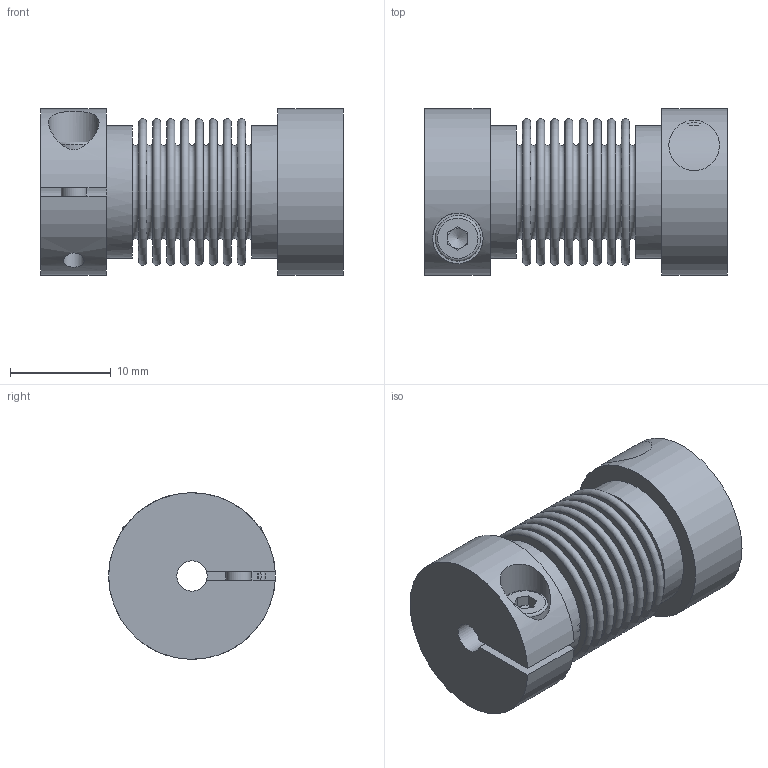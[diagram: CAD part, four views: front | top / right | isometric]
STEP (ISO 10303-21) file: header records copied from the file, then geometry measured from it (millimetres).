
FILE_DESCRIPTION( ( 'Unknown' ), '1' );
FILE_NAME( 'MKM 0,4.stp', 'Unknown', ( 'Unknown' ), ( 'Unknown' ), 'PSStep 10.1', 'Unknown', ' ' );
FILE_SCHEMA( ( 'AUTOMOTIVE_DESIGN { 1 0 10303 214 1 1 1 1 }' ) );
Length unit declared in the file: millimetre
Products named in the file (1): MKM 0,4
Bounding box: 30 x 16.5 x 16.5 mm (x, y, z)
Volume: 3326.8 mm3; surface area: 6069.3 mm2
Topology: 1 solids, 2 shells, 139 faces, 268 edges, 172 vertices
Faces by surface type: plane 80, torus 36, cylinder 19, cone 4
Full cylindrical faces by diameter (mm): 2.05 x2, 2.5 x2, 3 x2, 4.5 x2, 5 x2, 13.1 x2
Entity records: 4987 total; most frequent: CARTESIAN_POINT 1196, DIRECTION 598, ORIENTED_EDGE 408, AXIS2_PLACEMENT_3D 259, EDGE_LOOP 236, EDGE_CURVE 204, FACE_OUTER_BOUND 186, VERTEX_POINT 162
